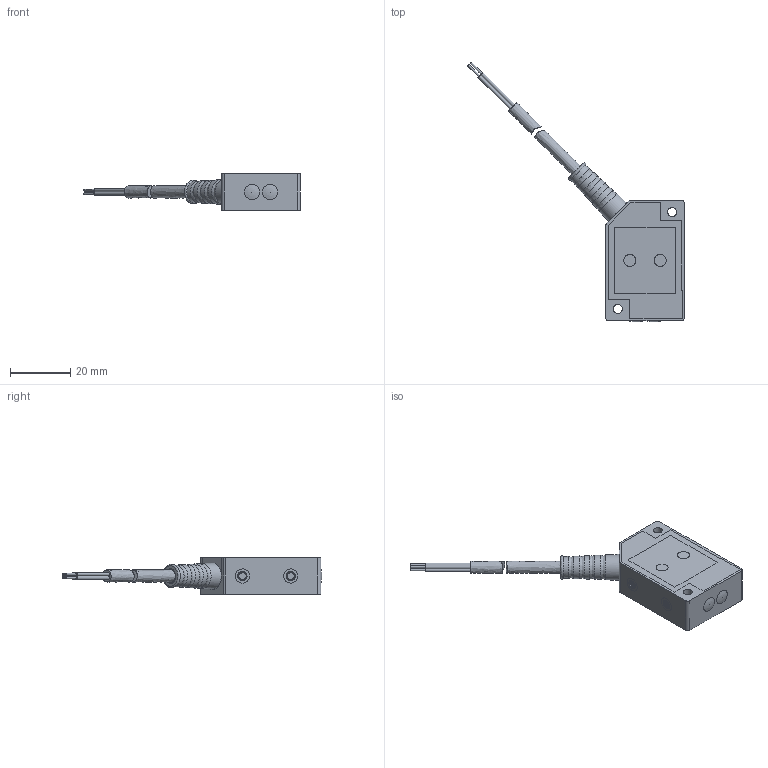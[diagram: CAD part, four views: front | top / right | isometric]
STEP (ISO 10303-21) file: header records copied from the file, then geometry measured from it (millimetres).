
FILE_DESCRIPTION( ('This file contains a STEP AP42 implementation' ,'as created by ZW3D STEP Interface translator.') ,'2;1' );
FILE_NAME( '10-FQP2-4004X-X4UX.stp' ,'23 5 6. 9 211', (''), ('ZWCAD Software Co.'), 'Version 1.0', 'ZW3D to STEP translator', '' );
FILE_SCHEMA(('AUTOMOTIVE_DESIGN'));
Length unit declared in the file: millimetre
Products named in the file (2): 0; FQP1-4002X-X2L2
Bounding box: 71.68 x 85.95 x 12 mm (x, y, z)
Volume: 13162.4 mm3; surface area: 5026.6 mm2
Topology: 2 solids, 2 shells, 132 faces, 301 edges, 190 vertices
Faces by surface type: bspline 132
Entity records: 5776 total; most frequent: CARTESIAN_POINT 3871, ORIENTED_EDGE 598, EDGE_CURVE 298, VERTEX_POINT 190, EDGE_LOOP 157, B_SPLINE_CURVE_WITH_KNOTS 153, FACE_OUTER_BOUND 132, ADVANCED_FACE 132
